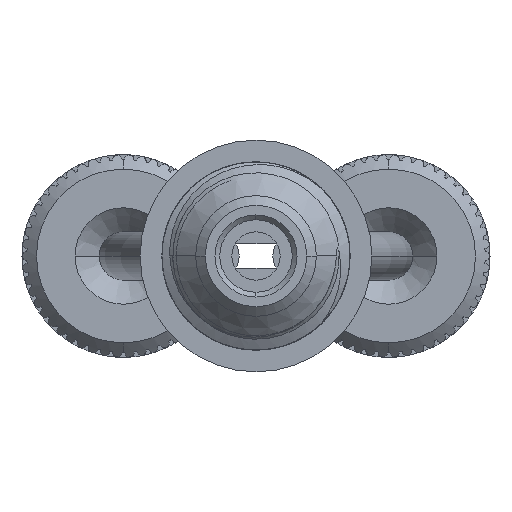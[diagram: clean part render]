
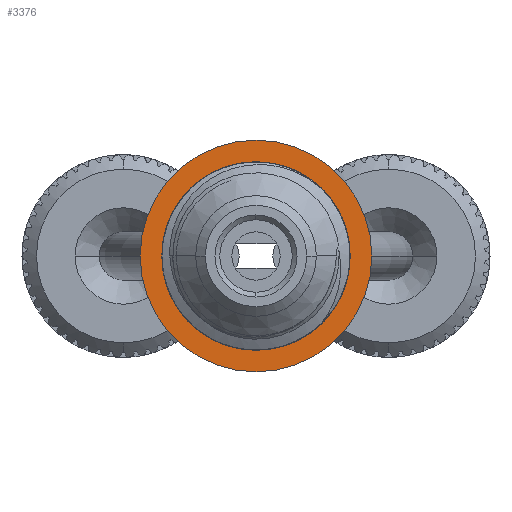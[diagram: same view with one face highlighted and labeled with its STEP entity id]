
A CAD part, left-side view. The second image highlights one B-rep face of the part: STEP entity #3376.
In plain terms, the highlighted planar face has unit normal (-1, 0, 0).
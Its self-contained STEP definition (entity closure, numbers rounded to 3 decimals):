
#72=CARTESIAN_POINT('',(-6.,0.,0.));
#73=DIRECTION('',(1.,0.,0.));
#74=DIRECTION('',(0.,1.,0.));
#75=AXIS2_PLACEMENT_3D('',#72,#73,#74);
#77=CARTESIAN_POINT('',(-6.,0.,0.));
#78=DIRECTION('',(-1.,0.,0.));
#79=DIRECTION('',(0.,1.,0.));
#80=AXIS2_PLACEMENT_3D('',#77,#78,#79);
#974=CARTESIAN_POINT('',(-6.,0.,0.));
#975=DIRECTION('',(-1.,0.,0.));
#976=DIRECTION('',(0.,1.,0.));
#977=AXIS2_PLACEMENT_3D('',#974,#975,#976);
#1777=CARTESIAN_POINT('',(-6.,0.,0.));
#1778=DIRECTION('',(1.,0.,0.));
#1779=DIRECTION('',(0.,1.,0.));
#1780=AXIS2_PLACEMENT_3D('',#1777,#1778,#1779);
#3128=CARTESIAN_POINT('',(-6.,2.4,0.));
#3130=VERTEX_POINT('',#3128);
#3136=CARTESIAN_POINT('',(-6.,-2.4,0.));
#3138=VERTEX_POINT('',#3136);
#3139=CARTESIAN_POINT('',(-6.,1.95,0.));
#3140=CARTESIAN_POINT('',(-6.,-1.95,0.));
#3141=VERTEX_POINT('',#3139);
#3142=VERTEX_POINT('',#3140);
#3361=CARTESIAN_POINT('',(-6.,0.,0.));
#3362=DIRECTION('',(1.,0.,0.));
#3363=DIRECTION('',(0.,-1.,0.));
#3364=AXIS2_PLACEMENT_3D('',#3361,#3362,#3363);
#3365=PLANE('',#3364);
#3366=ORIENTED_EDGE('',*,*,#3356,.T.);
#3367=ORIENTED_EDGE('',*,*,#3340,.F.);
#3368=EDGE_LOOP('',(#3366,#3367));
#3369=FACE_OUTER_BOUND('',#3368,.F.);
#3371=ORIENTED_EDGE('',*,*,#3370,.T.);
#3373=ORIENTED_EDGE('',*,*,#3372,.F.);
#3374=EDGE_LOOP('',(#3371,#3373));
#3375=FACE_BOUND('',#3374,.F.);
#76=CIRCLE('',#75,2.4);
#81=CIRCLE('',#80,2.4);
#978=CIRCLE('',#977,1.95);
#1781=CIRCLE('',#1780,1.95);
#3340=EDGE_CURVE('',#3130,#3138,#81,.T.);
#3356=EDGE_CURVE('',#3130,#3138,#76,.T.);
#3370=EDGE_CURVE('',#3141,#3142,#978,.T.);
#3372=EDGE_CURVE('',#3141,#3142,#1781,.T.);
#3376=ADVANCED_FACE('',(#3369,#3375),#3365,.F.);
